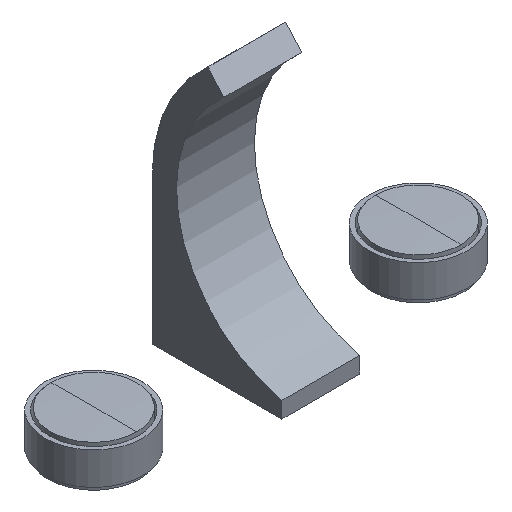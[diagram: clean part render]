
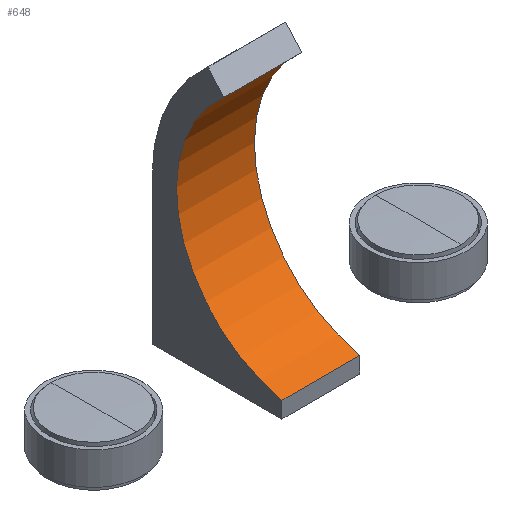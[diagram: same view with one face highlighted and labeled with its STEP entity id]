
A CAD part, isometric view. The second image highlights one B-rep face of the part: STEP entity #648.
In plain terms, the highlighted cylindrical face has radius 82.651 mm (diameter 165.301 mm), a partial arc.
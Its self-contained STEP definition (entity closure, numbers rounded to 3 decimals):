
#23 = AXIS2_PLACEMENT_3D ( 'NONE', #881, #396, #477 ) ;
#32 = VERTEX_POINT ( 'NONE', #1044 ) ;
#56 = CIRCLE ( 'NONE', #1017, 82.651 ) ;
#110 = ORIENTED_EDGE ( 'NONE', *, *, #936, .F. ) ;
#129 = DIRECTION ( 'NONE',  ( -1., 0., 0. ) ) ;
#136 = CARTESIAN_POINT ( 'NONE',  ( 24., -57.651, 90.744 ) ) ;
#221 = CYLINDRICAL_SURFACE ( 'NONE', #404, 82.651 ) ;
#225 = VECTOR ( 'NONE', #787, 1000. ) ;
#232 = EDGE_CURVE ( 'NONE', #302, #429, #462, .T. ) ;
#292 = EDGE_CURVE ( 'NONE', #429, #931, #662, .T. ) ;
#302 = VERTEX_POINT ( 'NONE', #486 ) ;
#388 = CARTESIAN_POINT ( 'NONE',  ( 24., -40., 10. ) ) ;
#393 = ORIENTED_EDGE ( 'NONE', *, *, #232, .T. ) ;
#396 = DIRECTION ( 'NONE',  ( -1., 0., 0. ) ) ;
#404 = AXIS2_PLACEMENT_3D ( 'NONE', #930, #689, #428 ) ;
#428 = DIRECTION ( 'NONE',  ( 0., 0., 1. ) ) ;
#429 = VERTEX_POINT ( 'NONE', #911 ) ;
#447 = CARTESIAN_POINT ( 'NONE',  ( -24., -40., 10. ) ) ;
#462 = LINE ( 'NONE', #1056, #924 ) ;
#477 = DIRECTION ( 'NONE',  ( 0., 0., 1. ) ) ;
#486 = CARTESIAN_POINT ( 'NONE',  ( 24., -3.427, 153.121 ) ) ;
#614 = EDGE_LOOP ( 'NONE', ( #799, #1040, #110, #393 ) ) ;
#617 = LINE ( 'NONE', #388, #225 ) ;
#648 = ADVANCED_FACE ( 'NONE', ( #961 ), #221, .F. ) ;
#662 = CIRCLE ( 'NONE', #23, 82.651 ) ;
#689 = DIRECTION ( 'NONE',  ( -1., 0., 0. ) ) ;
#787 = DIRECTION ( 'NONE',  ( -1., 0., 0. ) ) ;
#799 = ORIENTED_EDGE ( 'NONE', *, *, #292, .T. ) ;
#864 = EDGE_CURVE ( 'NONE', #32, #931, #617, .T. ) ;
#881 = CARTESIAN_POINT ( 'NONE',  ( -24., -57.651, 90.744 ) ) ;
#889 = DIRECTION ( 'NONE',  ( -1., 0., 0. ) ) ;
#911 = CARTESIAN_POINT ( 'NONE',  ( -24., -3.427, 153.121 ) ) ;
#924 = VECTOR ( 'NONE', #889, 1000. ) ;
#930 = CARTESIAN_POINT ( 'NONE',  ( 24., -57.651, 90.744 ) ) ;
#931 = VERTEX_POINT ( 'NONE', #447 ) ;
#936 = EDGE_CURVE ( 'NONE', #302, #32, #56, .T. ) ;
#961 = FACE_OUTER_BOUND ( 'NONE', #614, .T. ) ;
#1017 = AXIS2_PLACEMENT_3D ( 'NONE', #136, #129, #1046 ) ;
#1040 = ORIENTED_EDGE ( 'NONE', *, *, #864, .F. ) ;
#1044 = CARTESIAN_POINT ( 'NONE',  ( 24., -40., 10. ) ) ;
#1046 = DIRECTION ( 'NONE',  ( 0., 0., 1. ) ) ;
#1056 = CARTESIAN_POINT ( 'NONE',  ( 24., -3.427, 153.121 ) ) ;
